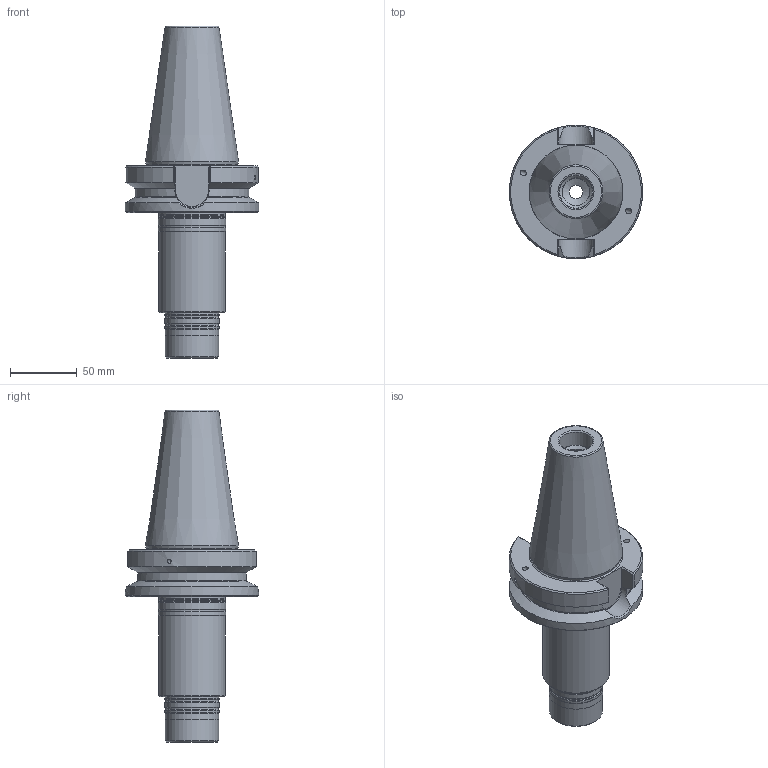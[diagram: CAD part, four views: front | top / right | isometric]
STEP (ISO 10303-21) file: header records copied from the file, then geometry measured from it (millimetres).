
FILE_DESCRIPTION(/* description */ (''),/* implementation_level */ '2;1');
FILE_NAME(/* name */ '415013283.stp',/* time_stamp */ '2021-01-08T12:38:00',/* author */ ('LRA'),/* organization */ ('REGO-FIX'),/* preprocessor_version */ ' Unknown',/* originating_system */ 'SIEMENS PLM Software Solid Edge ST10',/* authorization */ 'Unknown');
FILE_SCHEMA (('AUTOMOTIVE_DESIGN { 1 0 10303 214 2 1 1}'));
Length unit declared in the file: millimetre
Products named in the file (1): NOCUT
Bounding box: 100 x 100 x 248.8 mm (x, y, z)
Volume: 593290.5 mm3; surface area: 77311.6 mm2
Topology: 1 solids, 1 shells, 117 faces, 288 edges, 177 vertices
Faces by surface type: cylinder 35, cone 32, plane 30, torus 18, bspline 2
Full cylindrical faces by diameter (mm): 3.242 x6, 3.9 x2, 10.106 x1, 20.751 x1, 20.752 x1, 23.5 x1, 25 x1, 40 x2, 40.5 x4, 50 x1, 50.5 x4, 100 x1
Entity records: 4011 total; most frequent: CARTESIAN_POINT 816, DIRECTION 488, ORIENTED_EDGE 400, AXIS2_PLACEMENT_3D 217, EDGE_CURVE 200, FACE_BOUND 198, EDGE_LOOP 196, VERTEX_POINT 156
